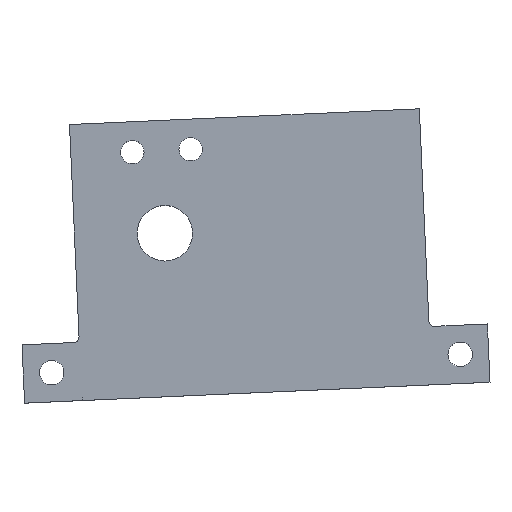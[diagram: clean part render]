
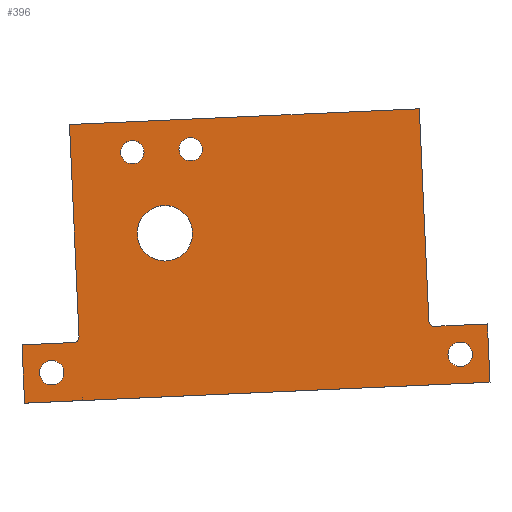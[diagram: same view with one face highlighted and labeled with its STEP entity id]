
A CAD part, top view. The second image highlights one B-rep face of the part: STEP entity #396.
In plain terms, the highlighted planar face has unit normal (0, 0, 1).
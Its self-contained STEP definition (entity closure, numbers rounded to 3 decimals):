
#18=FACE_BOUND('',#76,.T.);
#19=FACE_BOUND('',#77,.T.);
#20=FACE_BOUND('',#78,.T.);
#21=FACE_BOUND('',#79,.T.);
#22=FACE_BOUND('',#80,.T.);
#28=CIRCLE('',#439,4.75);
#30=CIRCLE('',#442,1.);
#31=CIRCLE('',#443,1.);
#32=CIRCLE('',#444,2.1);
#33=CIRCLE('',#445,2.1);
#34=CIRCLE('',#446,2.);
#35=CIRCLE('',#447,2.);
#55=FACE_OUTER_BOUND('',#75,.T.);
#75=EDGE_LOOP('',(#293,#294,#295,#296,#297,#298,#299,#300,#301,#302,#303,
#304,#305));
#76=EDGE_LOOP('',(#306));
#77=EDGE_LOOP('',(#307));
#78=EDGE_LOOP('',(#308));
#79=EDGE_LOOP('',(#309));
#80=EDGE_LOOP('',(#310));
#99=LINE('',#581,#139);
#103=LINE('',#589,#143);
#106=LINE('',#595,#146);
#109=LINE('',#601,#149);
#112=LINE('',#607,#152);
#116=LINE('',#620,#156);
#117=LINE('',#622,#157);
#118=LINE('',#624,#158);
#119=LINE('',#627,#159);
#120=LINE('',#629,#160);
#121=LINE('',#631,#161);
#139=VECTOR('',#471,10.);
#143=VECTOR('',#477,10.);
#146=VECTOR('',#482,10.);
#149=VECTOR('',#487,10.);
#152=VECTOR('',#492,10.);
#156=VECTOR('',#504,10.);
#157=VECTOR('',#505,10.);
#158=VECTOR('',#506,10.);
#159=VECTOR('',#509,10.);
#160=VECTOR('',#510,10.);
#161=VECTOR('',#511,10.);
#179=VERTEX_POINT('',#579);
#180=VERTEX_POINT('',#580);
#183=VERTEX_POINT('',#588);
#185=VERTEX_POINT('',#594);
#187=VERTEX_POINT('',#600);
#189=VERTEX_POINT('',#606);
#191=VERTEX_POINT('',#612);
#193=VERTEX_POINT('',#618);
#194=VERTEX_POINT('',#619);
#195=VERTEX_POINT('',#621);
#196=VERTEX_POINT('',#623);
#197=VERTEX_POINT('',#626);
#198=VERTEX_POINT('',#628);
#199=VERTEX_POINT('',#630);
#200=VERTEX_POINT('',#633);
#201=VERTEX_POINT('',#635);
#202=VERTEX_POINT('',#637);
#203=VERTEX_POINT('',#639);
#215=EDGE_CURVE('',#179,#180,#99,.T.);
#219=EDGE_CURVE('',#180,#183,#103,.T.);
#222=EDGE_CURVE('',#183,#185,#106,.T.);
#225=EDGE_CURVE('',#185,#187,#109,.T.);
#228=EDGE_CURVE('',#187,#189,#112,.T.);
#231=EDGE_CURVE('',#191,#191,#28,.T.);
#234=EDGE_CURVE('',#193,#194,#116,.T.);
#235=EDGE_CURVE('',#195,#193,#117,.T.);
#236=EDGE_CURVE('',#196,#195,#118,.T.);
#237=EDGE_CURVE('',#189,#196,#30,.T.);
#238=EDGE_CURVE('',#179,#197,#119,.T.);
#239=EDGE_CURVE('',#198,#197,#120,.T.);
#240=EDGE_CURVE('',#199,#198,#121,.T.);
#241=EDGE_CURVE('',#194,#199,#31,.T.);
#242=EDGE_CURVE('',#200,#200,#32,.T.);
#243=EDGE_CURVE('',#201,#201,#33,.T.);
#244=EDGE_CURVE('',#202,#202,#34,.T.);
#245=EDGE_CURVE('',#203,#203,#35,.T.);
#293=ORIENTED_EDGE('',*,*,#234,.F.);
#294=ORIENTED_EDGE('',*,*,#235,.F.);
#295=ORIENTED_EDGE('',*,*,#236,.F.);
#296=ORIENTED_EDGE('',*,*,#237,.F.);
#297=ORIENTED_EDGE('',*,*,#228,.F.);
#298=ORIENTED_EDGE('',*,*,#225,.F.);
#299=ORIENTED_EDGE('',*,*,#222,.F.);
#300=ORIENTED_EDGE('',*,*,#219,.F.);
#301=ORIENTED_EDGE('',*,*,#215,.F.);
#302=ORIENTED_EDGE('',*,*,#238,.T.);
#303=ORIENTED_EDGE('',*,*,#239,.F.);
#304=ORIENTED_EDGE('',*,*,#240,.F.);
#305=ORIENTED_EDGE('',*,*,#241,.F.);
#306=ORIENTED_EDGE('',*,*,#242,.F.);
#307=ORIENTED_EDGE('',*,*,#243,.F.);
#308=ORIENTED_EDGE('',*,*,#231,.T.);
#309=ORIENTED_EDGE('',*,*,#244,.F.);
#310=ORIENTED_EDGE('',*,*,#245,.F.);
#382=PLANE('',#441);
#396=ADVANCED_FACE('',(#55,#18,#19,#20,#21,#22),#382,.F.);
#439=AXIS2_PLACEMENT_3D('',#613,#497,#498);
#441=AXIS2_PLACEMENT_3D('',#617,#502,#503);
#442=AXIS2_PLACEMENT_3D('',#625,#507,#508);
#443=AXIS2_PLACEMENT_3D('',#632,#512,#513);
#444=AXIS2_PLACEMENT_3D('',#634,#514,#515);
#445=AXIS2_PLACEMENT_3D('',#636,#516,#517);
#446=AXIS2_PLACEMENT_3D('',#638,#518,#519);
#447=AXIS2_PLACEMENT_3D('',#640,#520,#521);
#471=DIRECTION('',(-0.068,0.998,0.));
#477=DIRECTION('',(0.045,-0.999,0.));
#482=DIRECTION('',(-0.999,-0.045,0.));
#487=DIRECTION('',(-0.045,0.999,0.));
#492=DIRECTION('',(0.999,0.045,0.));
#497=DIRECTION('center_axis',(0.,0.,-1.));
#498=DIRECTION('ref_axis',(1.,0.,0.));
#502=DIRECTION('center_axis',(0.,0.,-1.));
#503=DIRECTION('ref_axis',(-1.,0.,0.));
#504=DIRECTION('',(0.045,-0.999,0.));
#505=DIRECTION('',(0.999,0.045,0.));
#506=DIRECTION('',(-0.045,0.999,0.));
#507=DIRECTION('center_axis',(0.,0.,1.));
#508=DIRECTION('ref_axis',(0.738,-0.675,0.));
#509=DIRECTION('',(0.999,0.045,0.));
#510=DIRECTION('',(0.045,-0.999,0.));
#511=DIRECTION('',(0.999,0.045,0.));
#512=DIRECTION('center_axis',(0.,0.,1.));
#513=DIRECTION('ref_axis',(-0.675,-0.738,0.));
#514=DIRECTION('center_axis',(0.,0.,1.));
#515=DIRECTION('ref_axis',(1.,0.,0.));
#516=DIRECTION('center_axis',(0.,0.,1.));
#517=DIRECTION('ref_axis',(1.,0.,0.));
#518=DIRECTION('center_axis',(0.,0.,1.));
#519=DIRECTION('ref_axis',(1.,0.,0.));
#520=DIRECTION('center_axis',(0.,0.,1.));
#521=DIRECTION('ref_axis',(1.,0.,0.));
#579=CARTESIAN_POINT('',(-20.776,-29.411,3.2));
#580=CARTESIAN_POINT('',(-20.809,-28.916,3.2));
#581=CARTESIAN_POINT('',(-21.949,-12.221,3.2));
#588=CARTESIAN_POINT('',(-20.787,-29.411,3.2));
#589=CARTESIAN_POINT('',(-21.575,-11.831,3.2));
#594=CARTESIAN_POINT('',(-30.777,-29.86,3.2));
#595=CARTESIAN_POINT('',(-10.234,-28.938,3.2));
#600=CARTESIAN_POINT('',(-31.225,-19.869,3.2));
#601=CARTESIAN_POINT('',(-31.789,-7.284,3.2));
#606=CARTESIAN_POINT('',(-22.41,-19.474,3.2));
#607=CARTESIAN_POINT('',(-5.688,-18.724,3.2));
#612=CARTESIAN_POINT('',(-11.484,-0.754,3.2));
#613=CARTESIAN_POINT('Origin',(-6.734,-0.754,3.2));
#617=CARTESIAN_POINT('Origin',(8.872,-4.642,3.2));
#618=CARTESIAN_POINT('',(36.852,20.575,3.2));
#619=CARTESIAN_POINT('',(38.484,-15.74,3.2));
#620=CARTESIAN_POINT('',(38.008,-5.151,3.2));
#621=CARTESIAN_POINT('',(-23.087,17.881,3.2));
#622=CARTESIAN_POINT('',(-23.087,17.881,3.2));
#623=CARTESIAN_POINT('',(-21.455,-18.43,3.2));
#624=CARTESIAN_POINT('',(-21.455,-18.43,3.2));
#625=CARTESIAN_POINT('Origin',(-22.454,-18.475,3.2));
#626=CARTESIAN_POINT('',(48.968,-26.28,3.2));
#627=CARTESIAN_POINT('',(9.559,-28.049,3.2));
#628=CARTESIAN_POINT('',(48.519,-16.289,3.2));
#629=CARTESIAN_POINT('',(48.178,-8.699,3.2));
#630=CARTESIAN_POINT('',(39.528,-16.694,3.2));
#631=CARTESIAN_POINT('',(29.191,-17.158,3.2));
#632=CARTESIAN_POINT('Origin',(39.483,-15.695,3.2));
#633=CARTESIAN_POINT('',(-28.229,-24.641,3.2));
#634=CARTESIAN_POINT('Origin',(-26.129,-24.641,3.2));
#635=CARTESIAN_POINT('',(41.771,-21.499,3.2));
#636=CARTESIAN_POINT('Origin',(43.871,-21.499,3.2));
#637=CARTESIAN_POINT('',(-4.327,13.661,3.2));
#638=CARTESIAN_POINT('Origin',(-2.327,13.661,3.2));
#639=CARTESIAN_POINT('',(-14.315,13.16,3.2));
#640=CARTESIAN_POINT('Origin',(-12.315,13.16,3.2));
